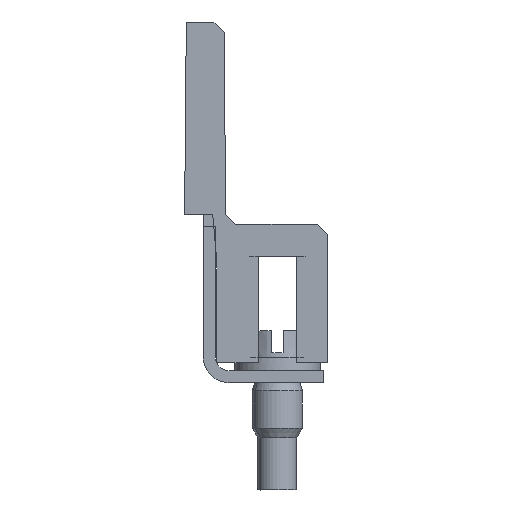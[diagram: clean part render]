
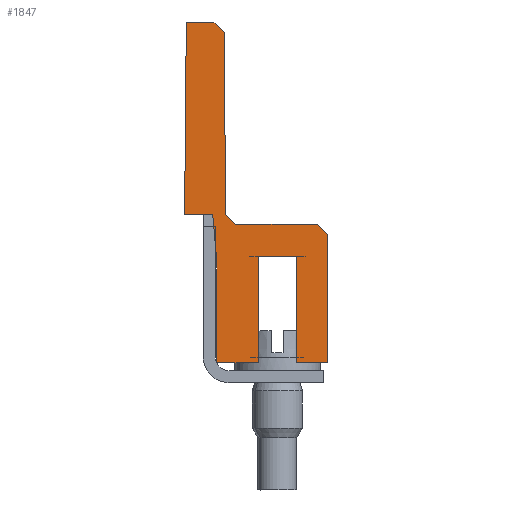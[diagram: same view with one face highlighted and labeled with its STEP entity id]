
A CAD part, left-side view. The second image highlights one B-rep face of the part: STEP entity #1847.
In plain terms, the highlighted planar face has unit normal (-1, 0, 0).
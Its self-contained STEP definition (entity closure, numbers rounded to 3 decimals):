
#1807=AXIS2_PLACEMENT_3D('Plane Axis2P3D',#1804,#1805,#1806) ;
#210=CARTESIAN_POINT('Vertex',(0.163,5.154,22.852)) ;
#213=CARTESIAN_POINT('Line Origine',(0.163,5.115,18.305)) ;
#217=CARTESIAN_POINT('Vertex',(0.163,5.075,13.757)) ;
#785=CARTESIAN_POINT('Vertex',(0.163,4.575,13.257)) ;
#788=CARTESIAN_POINT('Line Origine',(0.163,4.825,13.507)) ;
#809=CARTESIAN_POINT('Vertex',(0.162,0.5,13.257)) ;
#812=CARTESIAN_POINT('Line Origine',(0.163,2.538,13.257)) ;
#851=CARTESIAN_POINT('Vertex',(0.163,0.,12.757)) ;
#854=CARTESIAN_POINT('Line Origine',(0.162,0.25,13.007)) ;
#871=CARTESIAN_POINT('Line Origine',(0.163,0.,9.557)) ;
#875=CARTESIAN_POINT('Vertex',(0.163,0.,6.357)) ;
#895=CARTESIAN_POINT('Line Origine',(0.163,0.778,6.357)) ;
#899=CARTESIAN_POINT('Vertex',(0.163,1.557,6.357)) ;
#923=CARTESIAN_POINT('Vertex',(0.163,1.557,11.657)) ;
#926=CARTESIAN_POINT('Line Origine',(0.163,1.557,9.007)) ;
#943=CARTESIAN_POINT('Line Origine',(0.163,2.5,11.657)) ;
#947=CARTESIAN_POINT('Vertex',(0.163,3.443,11.657)) ;
#980=CARTESIAN_POINT('Line Origine',(0.163,3.443,9.007)) ;
#984=CARTESIAN_POINT('Vertex',(0.163,3.443,6.357)) ;
#999=CARTESIAN_POINT('Line Origine',(0.163,4.484,6.357)) ;
#1003=CARTESIAN_POINT('Vertex',(0.163,5.525,6.357)) ;
#1027=CARTESIAN_POINT('Vertex',(0.163,5.525,11.482)) ;
#1030=CARTESIAN_POINT('Line Origine',(0.163,5.525,8.919)) ;
#1051=CARTESIAN_POINT('Vertex',(0.163,5.724,13.754)) ;
#1054=CARTESIAN_POINT('Line Origine',(0.163,5.624,12.618)) ;
#1071=CARTESIAN_POINT('Line Origine',(0.163,5.724,13.755)) ;
#1075=CARTESIAN_POINT('Vertex',(0.163,5.724,13.757)) ;
#1784=CARTESIAN_POINT('Vertex',(0.163,5.659,23.357)) ;
#1787=CARTESIAN_POINT('Line Origine',(0.162,5.407,23.105)) ;
#1804=CARTESIAN_POINT('Axis2P3D Location',(0.163,2.5,6.357)) ;
#1809=CARTESIAN_POINT('Line Origine',(0.163,6.424,13.757)) ;
#1813=CARTESIAN_POINT('Vertex',(0.163,7.125,13.757)) ;
#1816=CARTESIAN_POINT('Line Origine',(0.163,6.35,23.357)) ;
#1820=CARTESIAN_POINT('Vertex',(0.163,7.041,23.357)) ;
#1823=CARTESIAN_POINT('Line Origine',(0.163,7.083,18.557)) ;
#214=DIRECTION('Vector Direction',(0.,-0.009,-1.)) ;
#789=DIRECTION('Vector Direction',(0.,0.707,0.707)) ;
#813=DIRECTION('Vector Direction',(0.,-1.,0.)) ;
#855=DIRECTION('Vector Direction',(0.,-0.707,-0.707)) ;
#872=DIRECTION('Vector Direction',(0.,0.,-1.)) ;
#896=DIRECTION('Vector Direction',(0.,-1.,0.)) ;
#927=DIRECTION('Vector Direction',(0.,0.,-1.)) ;
#944=DIRECTION('Vector Direction',(0.,-1.,0.)) ;
#981=DIRECTION('Vector Direction',(0.,0.,-1.)) ;
#1000=DIRECTION('Vector Direction',(0.,-1.,0.)) ;
#1031=DIRECTION('Vector Direction',(0.,0.,-1.)) ;
#1055=DIRECTION('Vector Direction',(0.,-0.087,-0.996)) ;
#1072=DIRECTION('Vector Direction',(0.,0.,-1.)) ;
#1788=DIRECTION('Vector Direction',(0.,-0.707,-0.707)) ;
#1805=DIRECTION('Axis2P3D Direction',(-1.,0.,0.)) ;
#1806=DIRECTION('Axis2P3D XDirection',(0.,-1.,0.)) ;
#1810=DIRECTION('Vector Direction',(0.,-1.,0.)) ;
#1817=DIRECTION('Vector Direction',(0.,-1.,0.)) ;
#1824=DIRECTION('Vector Direction',(0.,0.009,-1.)) ;
#215=VECTOR('Line Direction',#214,1.) ;
#790=VECTOR('Line Direction',#789,1.) ;
#814=VECTOR('Line Direction',#813,1.) ;
#856=VECTOR('Line Direction',#855,1.) ;
#873=VECTOR('Line Direction',#872,1.) ;
#897=VECTOR('Line Direction',#896,1.) ;
#928=VECTOR('Line Direction',#927,1.) ;
#945=VECTOR('Line Direction',#944,1.) ;
#982=VECTOR('Line Direction',#981,1.) ;
#1001=VECTOR('Line Direction',#1000,1.) ;
#1032=VECTOR('Line Direction',#1031,1.) ;
#1056=VECTOR('Line Direction',#1055,1.) ;
#1073=VECTOR('Line Direction',#1072,1.) ;
#1789=VECTOR('Line Direction',#1788,1.) ;
#1811=VECTOR('Line Direction',#1810,1.) ;
#1818=VECTOR('Line Direction',#1817,1.) ;
#1825=VECTOR('Line Direction',#1824,1.) ;
#1829=ORIENTED_EDGE('',*,*,#1815,.T.) ;
#1830=ORIENTED_EDGE('',*,*,#1077,.T.) ;
#1831=ORIENTED_EDGE('',*,*,#1058,.T.) ;
#1832=ORIENTED_EDGE('',*,*,#1034,.T.) ;
#1833=ORIENTED_EDGE('',*,*,#1005,.T.) ;
#1834=ORIENTED_EDGE('',*,*,#986,.T.) ;
#1835=ORIENTED_EDGE('',*,*,#949,.T.) ;
#1836=ORIENTED_EDGE('',*,*,#930,.F.) ;
#1837=ORIENTED_EDGE('',*,*,#901,.T.) ;
#1838=ORIENTED_EDGE('',*,*,#877,.T.) ;
#1839=ORIENTED_EDGE('',*,*,#858,.F.) ;
#1840=ORIENTED_EDGE('',*,*,#816,.T.) ;
#1841=ORIENTED_EDGE('',*,*,#792,.T.) ;
#1842=ORIENTED_EDGE('',*,*,#219,.T.) ;
#1843=ORIENTED_EDGE('',*,*,#1791,.F.) ;
#1844=ORIENTED_EDGE('',*,*,#1822,.T.) ;
#1845=ORIENTED_EDGE('',*,*,#1827,.T.) ;
#1847=ADVANCED_FACE('KU_WQV2.5/15',(#1846),#1808,.T.) ;
#219=EDGE_CURVE('',#218,#211,#216,.F.) ;
#792=EDGE_CURVE('',#786,#218,#791,.T.) ;
#816=EDGE_CURVE('',#810,#786,#815,.F.) ;
#858=EDGE_CURVE('',#810,#852,#857,.T.) ;
#877=EDGE_CURVE('',#876,#852,#874,.F.) ;
#901=EDGE_CURVE('',#900,#876,#898,.T.) ;
#930=EDGE_CURVE('',#900,#924,#929,.F.) ;
#949=EDGE_CURVE('',#948,#924,#946,.T.) ;
#986=EDGE_CURVE('',#985,#948,#983,.F.) ;
#1005=EDGE_CURVE('',#1004,#985,#1002,.T.) ;
#1034=EDGE_CURVE('',#1028,#1004,#1033,.T.) ;
#1058=EDGE_CURVE('',#1052,#1028,#1057,.T.) ;
#1077=EDGE_CURVE('',#1076,#1052,#1074,.T.) ;
#1791=EDGE_CURVE('',#1785,#211,#1790,.T.) ;
#1815=EDGE_CURVE('',#1814,#1076,#1812,.T.) ;
#1822=EDGE_CURVE('',#1785,#1821,#1819,.F.) ;
#1827=EDGE_CURVE('',#1821,#1814,#1826,.T.) ;
#1828=EDGE_LOOP('',(#1829,#1830,#1831,#1832,#1833,#1834,#1835,#1836,#1837,#1838,#1839,#1840,#1841,#1842,#1843,#1844,#1845)) ;
#1846=FACE_OUTER_BOUND('',#1828,.T.) ;
#216=LINE('Line',#213,#215) ;
#791=LINE('Line',#788,#790) ;
#815=LINE('Line',#812,#814) ;
#857=LINE('Line',#854,#856) ;
#874=LINE('Line',#871,#873) ;
#898=LINE('Line',#895,#897) ;
#929=LINE('Line',#926,#928) ;
#946=LINE('Line',#943,#945) ;
#983=LINE('Line',#980,#982) ;
#1002=LINE('Line',#999,#1001) ;
#1033=LINE('Line',#1030,#1032) ;
#1057=LINE('Line',#1054,#1056) ;
#1074=LINE('Line',#1071,#1073) ;
#1790=LINE('Line',#1787,#1789) ;
#1812=LINE('Line',#1809,#1811) ;
#1819=LINE('Line',#1816,#1818) ;
#1826=LINE('Line',#1823,#1825) ;
#1808=PLANE('',#1807) ;
#211=VERTEX_POINT('',#210) ;
#218=VERTEX_POINT('',#217) ;
#786=VERTEX_POINT('',#785) ;
#810=VERTEX_POINT('',#809) ;
#852=VERTEX_POINT('',#851) ;
#876=VERTEX_POINT('',#875) ;
#900=VERTEX_POINT('',#899) ;
#924=VERTEX_POINT('',#923) ;
#948=VERTEX_POINT('',#947) ;
#985=VERTEX_POINT('',#984) ;
#1004=VERTEX_POINT('',#1003) ;
#1028=VERTEX_POINT('',#1027) ;
#1052=VERTEX_POINT('',#1051) ;
#1076=VERTEX_POINT('',#1075) ;
#1785=VERTEX_POINT('',#1784) ;
#1814=VERTEX_POINT('',#1813) ;
#1821=VERTEX_POINT('',#1820) ;
